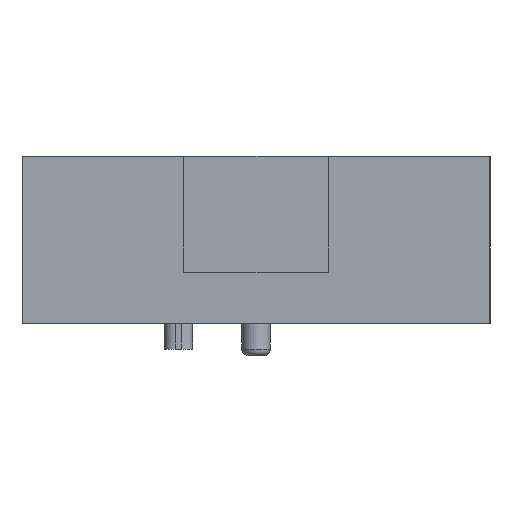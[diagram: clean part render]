
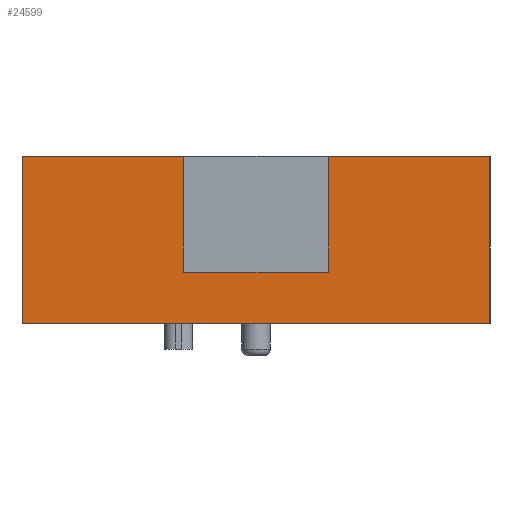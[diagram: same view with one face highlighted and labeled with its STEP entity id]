
A CAD part, left-side view. The second image highlights one B-rep face of the part: STEP entity #24599.
In plain terms, the highlighted planar face has unit normal (-1, 0, 0).
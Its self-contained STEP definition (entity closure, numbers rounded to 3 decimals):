
#459=FACE_OUTER_BOUND($,#1705,.T.);
#1705=EDGE_LOOP($,(#17183,#17184,#17185,#17186,#17187,#17188,#17189,#17190));
#2728=LINE($,#33275,#6258);
#2732=LINE($,#33283,#6262);
#3453=LINE($,#34988,#6983);
#3461=LINE($,#35005,#6991);
#3469=LINE($,#35021,#6999);
#3470=LINE($,#35023,#7000);
#3471=LINE($,#35024,#7001);
#3472=LINE($,#35025,#7002);
#6258=VECTOR($,#26998,6.337);
#6262=VECTOR($,#27002,6.337);
#6983=VECTOR($,#28437,6.553);
#6991=VECTOR($,#28451,6.553);
#6999=VECTOR($,#28461,4.547);
#7000=VECTOR($,#28462,5.69);
#7001=VECTOR($,#28463,4.547);
#7002=VECTOR($,#28464,18.364);
#9788=VERTEX_POINT($,#33272);
#9789=VERTEX_POINT($,#33274);
#9792=VERTEX_POINT($,#33280);
#9793=VERTEX_POINT($,#33282);
#10420=VERTEX_POINT($,#34986);
#10426=VERTEX_POINT($,#35004);
#10433=VERTEX_POINT($,#35020);
#10434=VERTEX_POINT($,#35022);
#12223=EDGE_CURVE($,#9788,#9789,#2728,.T.);
#12227=EDGE_CURVE($,#9792,#9793,#2732,.T.);
#13075=EDGE_CURVE($,#10420,#9788,#3453,.T.);
#13083=EDGE_CURVE($,#10426,#9793,#3461,.T.);
#13091=EDGE_CURVE($,#9792,#10433,#3469,.T.);
#13092=EDGE_CURVE($,#10434,#10433,#3470,.T.);
#13093=EDGE_CURVE($,#9789,#10434,#3471,.T.);
#13094=EDGE_CURVE($,#10420,#10426,#3472,.T.);
#17183=ORIENTED_EDGE($,*,*,#12227,.F.);
#17184=ORIENTED_EDGE($,*,*,#13091,.T.);
#17185=ORIENTED_EDGE($,*,*,#13092,.F.);
#17186=ORIENTED_EDGE($,*,*,#13093,.F.);
#17187=ORIENTED_EDGE($,*,*,#12223,.F.);
#17188=ORIENTED_EDGE($,*,*,#13075,.F.);
#17189=ORIENTED_EDGE($,*,*,#13094,.T.);
#17190=ORIENTED_EDGE($,*,*,#13083,.T.);
#23387=PLANE($,#25977);
#24599=ADVANCED_FACE($,(#459),#23387,.F.);
#25977=AXIS2_PLACEMENT_3D($,#35019,#28459,#28460);
#26998=DIRECTION($,(0.,-1.,0.));
#27002=DIRECTION($,(0.,-1.,0.));
#28437=DIRECTION($,(0.,0.,1.));
#28451=DIRECTION($,(0.,0.,1.));
#28459=DIRECTION('center_axis',(1.,0.,0.));
#28460=DIRECTION('ref_axis',(0.,1.,0.));
#28461=DIRECTION($,(0.,0.,-1.));
#28462=DIRECTION($,(0.,-1.,0.));
#28463=DIRECTION($,(0.,0.,-1.));
#28464=DIRECTION($,(0.,-1.,0.));
#33272=CARTESIAN_POINT('',(-27.889,9.182,4.826));
#33274=CARTESIAN_POINT('',(-27.889,2.845,4.826));
#33275=CARTESIAN_POINT($,(-27.889,9.182,4.826));
#33280=CARTESIAN_POINT('',(-27.889,-2.845,4.826));
#33282=CARTESIAN_POINT('',(-27.889,-9.182,4.826));
#33283=CARTESIAN_POINT($,(-27.889,9.182,4.826));
#34986=CARTESIAN_POINT('',(-27.889,9.182,-1.727));
#34988=CARTESIAN_POINT($,(-27.889,9.182,-1.727));
#35004=CARTESIAN_POINT('',(-27.889,-9.182,-1.727));
#35005=CARTESIAN_POINT($,(-27.889,-9.182,-1.727));
#35019=CARTESIAN_POINT('Origin',(-27.889,9.182,-1.727));
#35020=CARTESIAN_POINT('',(-27.889,-2.845,0.279));
#35021=CARTESIAN_POINT($,(-27.889,-2.845,4.826));
#35022=CARTESIAN_POINT('',(-27.889,2.845,0.279));
#35023=CARTESIAN_POINT($,(-27.889,2.845,0.279));
#35024=CARTESIAN_POINT($,(-27.889,2.845,4.826));
#35025=CARTESIAN_POINT($,(-27.889,9.182,-1.727));
